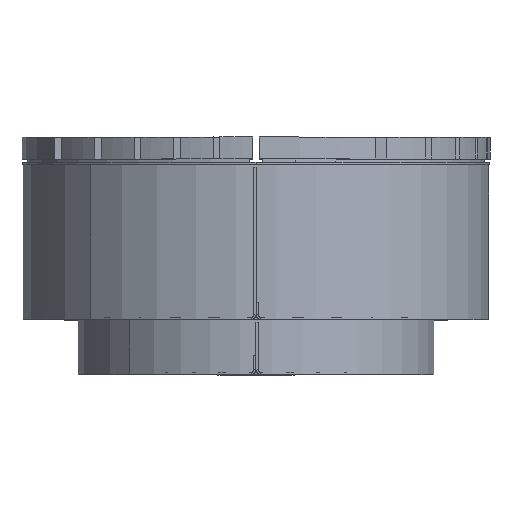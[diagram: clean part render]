
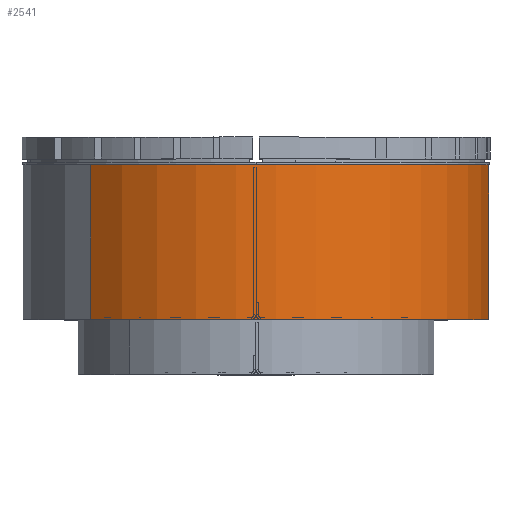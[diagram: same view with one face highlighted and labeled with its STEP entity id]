
A CAD part, top view. The second image highlights one B-rep face of the part: STEP entity #2541.
In plain terms, the highlighted cylindrical face has radius 425 mm (diameter 850 mm), a partial arc.
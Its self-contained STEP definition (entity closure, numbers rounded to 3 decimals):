
#119 = DIRECTION ( 'NONE',  ( 0., -1., 0. ) ) ;
#208 = CARTESIAN_POINT ( 'NONE',  ( -425., 0., -0.05 ) ) ;
#441 = VERTEX_POINT ( 'NONE', #9056 ) ;
#728 = VECTOR ( 'NONE', #964, 1000. ) ;
#964 = DIRECTION ( 'NONE',  ( 0., -1., 0. ) ) ;
#1169 = FACE_OUTER_BOUND ( 'NONE', #10553, .T. ) ;
#1294 = DIRECTION ( 'NONE',  ( 0., 0., -1. ) ) ;
#2228 = EDGE_CURVE ( 'NONE', #8269, #441, #10187, .T. ) ;
#2457 = VERTEX_POINT ( 'NONE', #208 ) ;
#2541 = ADVANCED_FACE ( 'NONE', ( #1169 ), #10511, .T. ) ;
#2829 = DIRECTION ( 'NONE',  ( 0., 1., 0. ) ) ;
#3644 = ORIENTED_EDGE ( 'NONE', *, *, #4854, .T. ) ;
#4233 = DIRECTION ( 'NONE',  ( 0., -1., 0. ) ) ;
#4342 = AXIS2_PLACEMENT_3D ( 'NONE', #5264, #4233, #1294 ) ;
#4789 = CARTESIAN_POINT ( 'NONE',  ( 0., 282., 0. ) ) ;
#4854 = EDGE_CURVE ( 'NONE', #2457, #441, #11433, .T. ) ;
#4968 = CARTESIAN_POINT ( 'NONE',  ( 0., 0., 0. ) ) ;
#5264 = CARTESIAN_POINT ( 'NONE',  ( 0., 282., 0. ) ) ;
#6583 = CARTESIAN_POINT ( 'NONE',  ( -425., 282., -0.05 ) ) ;
#7112 = DIRECTION ( 'NONE',  ( 0., 0., 1. ) ) ;
#7326 = AXIS2_PLACEMENT_3D ( 'NONE', #4789, #2829, #8909 ) ;
#7981 = CIRCLE ( 'NONE', #7326, 425. ) ;
#8260 = DIRECTION ( 'NONE',  ( 0., 1., 0. ) ) ;
#8269 = VERTEX_POINT ( 'NONE', #11192 ) ;
#8477 = VERTEX_POINT ( 'NONE', #6583 ) ;
#8507 = EDGE_CURVE ( 'NONE', #8477, #8269, #7981, .T. ) ;
#8534 = VECTOR ( 'NONE', #119, 1000. ) ;
#8909 = DIRECTION ( 'NONE',  ( 0., 0., 1. ) ) ;
#9056 = CARTESIAN_POINT ( 'NONE',  ( 425., 0., 0.1 ) ) ;
#10187 = LINE ( 'NONE', #13154, #728 ) ;
#10511 = CYLINDRICAL_SURFACE ( 'NONE', #4342, 425. ) ;
#10553 = EDGE_LOOP ( 'NONE', ( #12703, #3644, #10746, #12177 ) ) ;
#10587 = EDGE_CURVE ( 'NONE', #8477, #2457, #11377, .T. ) ;
#10746 = ORIENTED_EDGE ( 'NONE', *, *, #2228, .F. ) ;
#11192 = CARTESIAN_POINT ( 'NONE',  ( 425., 282., 0.1 ) ) ;
#11224 = AXIS2_PLACEMENT_3D ( 'NONE', #4968, #8260, #7112 ) ;
#11377 = LINE ( 'NONE', #12382, #8534 ) ;
#11433 = CIRCLE ( 'NONE', #11224, 425. ) ;
#12177 = ORIENTED_EDGE ( 'NONE', *, *, #8507, .F. ) ;
#12382 = CARTESIAN_POINT ( 'NONE',  ( -425., 2177.895, -0.05 ) ) ;
#12703 = ORIENTED_EDGE ( 'NONE', *, *, #10587, .T. ) ;
#13154 = CARTESIAN_POINT ( 'NONE',  ( 425., 282., 0.1 ) ) ;
